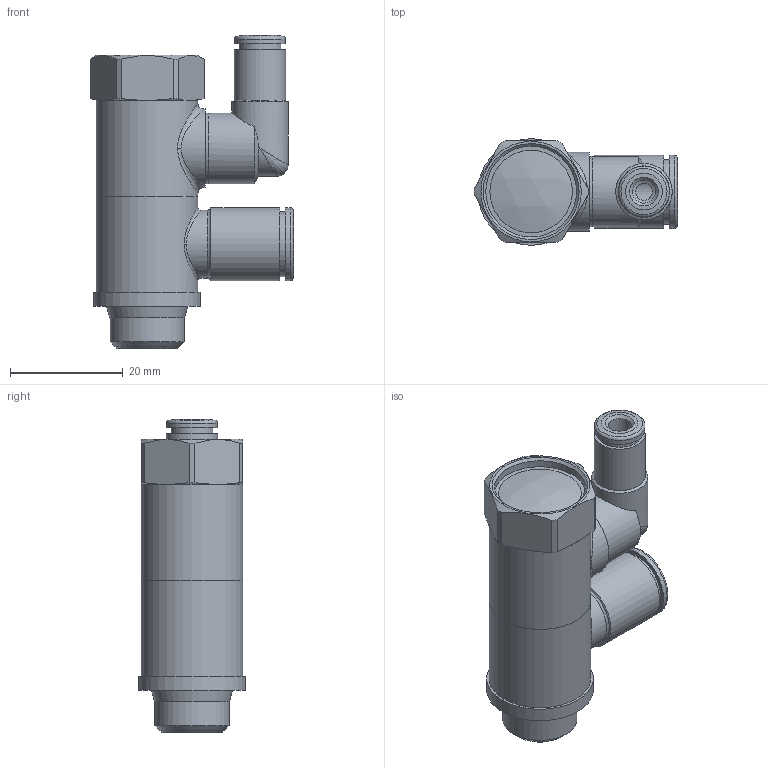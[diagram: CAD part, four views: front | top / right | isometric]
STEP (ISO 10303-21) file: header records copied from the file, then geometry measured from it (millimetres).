
FILE_DESCRIPTION(/* description */ (''),/* implementation_level */ '2;1');
FILE_NAME(/* name */ 'stop_148_hn_msv.stp',/* time_stamp */ '2021-08-02T11:23:12+02:00',/* author */ ('leitheußer'),/* organization */ (''),/* preprocessor_version */ 'ST-DEVELOPER v16.13',/* originating_system */ 'Autodesk Inventor LT',/* authorisation */ '');
FILE_SCHEMA (('AUTOMOTIVE_DESIGN { 1 0 10303 214 3 1 1 }'));
Length unit declared in the file: millimetre
Products named in the file (1): B204918_IPSO_049_8_1-4_15.01.18
Bounding box: 36.1 x 18.9 x 55.5 mm (x, y, z)
Volume: 15045.9 mm3; surface area: 12449.6 mm2
Topology: 8 solids, 8 shells, 132 faces, 287 edges, 181 vertices
Faces by surface type: cylinder 48, cone 39, plane 36, bspline 5, torus 3, sphere 1
Full cylindrical faces by diameter (mm): 3 x1, 4.1 x2, 5.5 x1, 6 x1, 6.4 x1, 7 x1, 7.3 x1, 7.4 x1, 7.6 x1, 8.1 x1, 8.2 x1, 9 x4, 9.1 x1, 10 x1, 10.1 x3, 11 x1, 11.445 x2, 11.5 x1, 11.6 x1, 12 x1, 12.5 x2, 13 x2, 13.157 x1, 13.16 x1, 13.2 x1, 13.3 x2, 14 x1, 16.1 x1, 18 x2, 18.9 x1
Entity records: 6864 total; most frequent: CARTESIAN_POINT 4374, DIRECTION 528, ORIENTED_EDGE 358, AXIS2_PLACEMENT_3D 255, EDGE_LOOP 241, EDGE_CURVE 179, VERTEX_POINT 154, FACE_OUTER_BOUND 132
